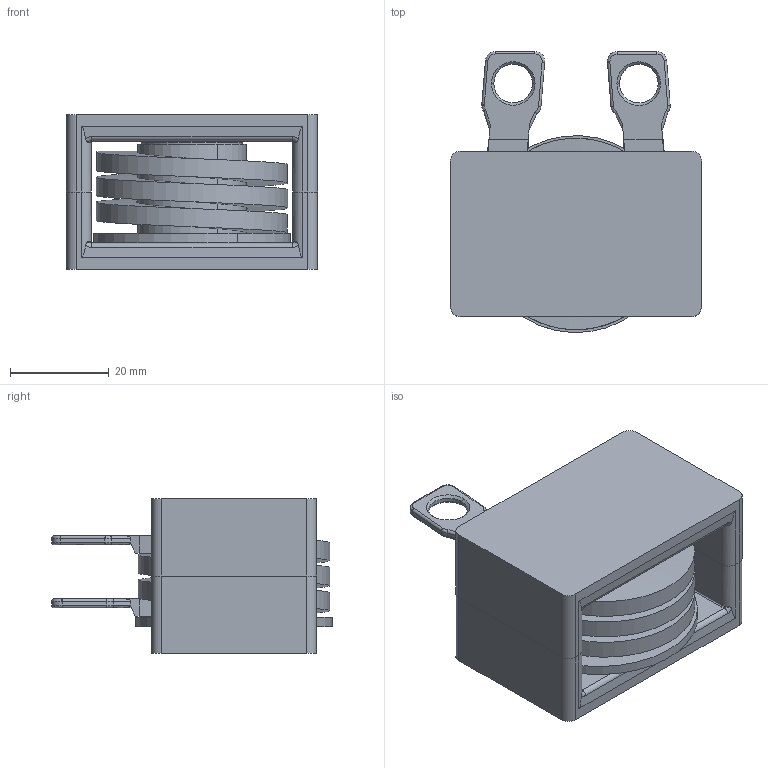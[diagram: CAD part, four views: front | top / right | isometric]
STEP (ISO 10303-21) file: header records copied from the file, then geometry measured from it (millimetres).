
FILE_DESCRIPTION (( 'STEP AP203' ), '1' );
FILE_NAME ('X-11681-009 DC inductor 20µH 230A.STEP', '2018-07-30T11:36:59', ( 'AdministradorLocal' ), ( 'Microsoft' ), 'SwSTEP 2.0', 'SolidWorks 2018', '' );
FILE_SCHEMA (( 'CONFIG_CONTROL_DESIGN' ));
Length unit declared in the file: millimetre
Products named in the file (4): EC 51 core custom FeSi 6% Al285µH_D‚faut; Flat wire 3 tuns 9x3mm_D‚faut; plastic Bobbin 0.75mm thick_D‚faut; X-11681-009 DC inductor 20焙 230A
Assembly tree (4 placements, depth 2):
  X-11681-009 DC inductor 20焙 230A
    EC 51 core custom FeSi 6% Al285µH_D‚faut  x2
    Flat wire 3 tuns 9x3mm_D‚faut
    plastic Bobbin 0.75mm thick_D‚faut
Bounding box: 51 x 57.03 x 31.3 mm (x, y, z)
Volume: 42625.6 mm3; surface area: 25106.4 mm2
Topology: 4 solids, 4 shells, 193 faces, 476 edges, 298 vertices
Faces by surface type: cylinder 73, plane 61, torus 32, bspline 19, cone 8
Entity records: 6434 total; most frequent: CARTESIAN_POINT 2426, ORIENTED_EDGE 768, DIRECTION 735, EDGE_CURVE 384, AXIS2_PLACEMENT_3D 287, VERTEX_POINT 240, EDGE_LOOP 168, LINE 161
